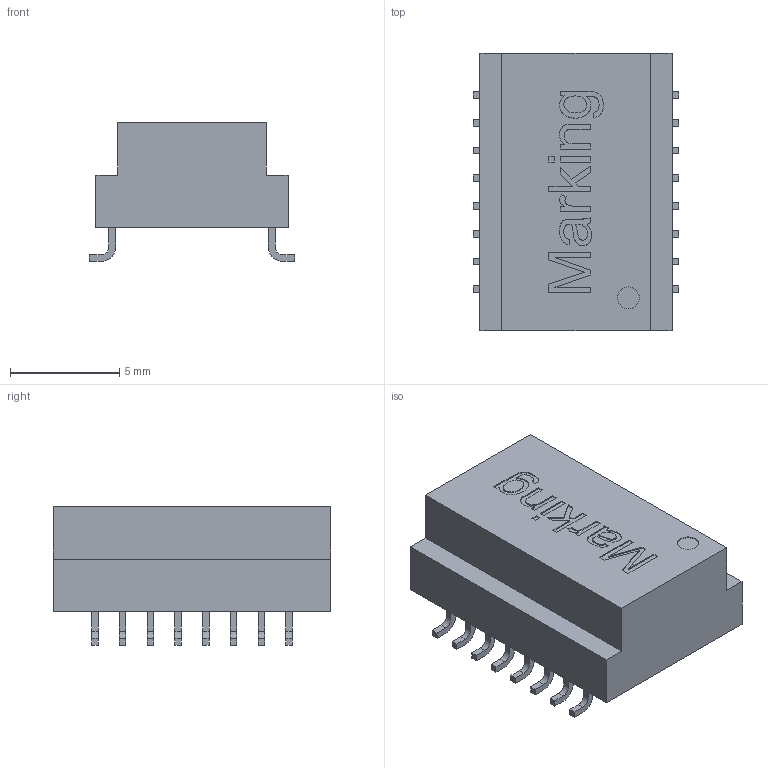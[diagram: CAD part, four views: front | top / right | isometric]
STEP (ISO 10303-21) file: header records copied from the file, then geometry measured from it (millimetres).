
FILE_DESCRIPTION (( 'STEP AP214' ), '1' );
FILE_NAME ('749013011A.STEP', '2023-02-01T11:29:27', ( '' ), ( '' ), 'SwSTEP 2.0', 'SolidWorks 2022', '' );
FILE_SCHEMA (( 'AUTOMOTIVE_DESIGN' ));
Length unit declared in the file: inch
Products named in the file (1): 749013011A
Bounding box: 9.4 x 12.7 x 6.35 mm (x, y, z)
Volume: 478.5 mm3; surface area: 466.7 mm2
Topology: 1 solids, 1 shells, 230 faces, 603 edges, 402 vertices
Faces by surface type: plane 179, cylinder 34, bspline 17
Entity records: 9009 total; most frequent: CARTESIAN_POINT 2211, ORIENTED_EDGE 1206, DIRECTION 1065, EDGE_CURVE 603, LINE 501, VECTOR 501, VERTEX_POINT 402, AXIS2_PLACEMENT_3D 282
